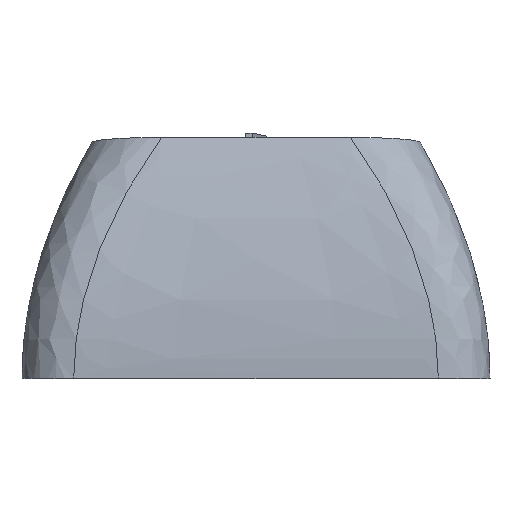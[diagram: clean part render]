
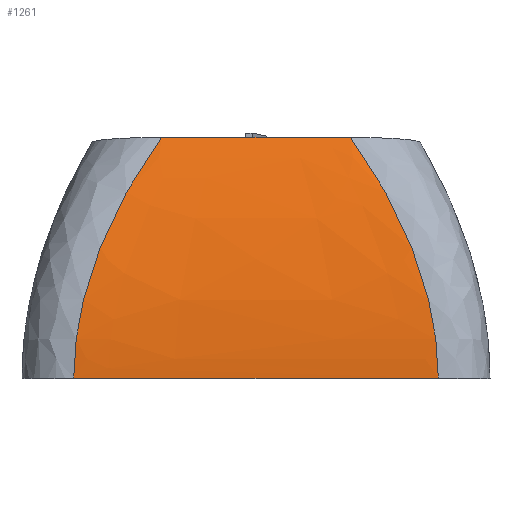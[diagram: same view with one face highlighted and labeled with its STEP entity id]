
A CAD part, top view. The second image highlights one B-rep face of the part: STEP entity #1261.
In plain terms, the highlighted free-form (B-spline) face has degree [3, 3] with [4, 4] control points.
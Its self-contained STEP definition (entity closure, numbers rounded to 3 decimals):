
#47=B_SPLINE_SURFACE_WITH_KNOTS('',3,3,((#2409,#2410,#2411,#2412),(#2413,
#2414,#2415,#2416),(#2417,#2418,#2419,#2420),(#2421,#2422,#2423,#2424)),
 .UNSPECIFIED.,.F.,.F.,.F.,(4,4),(4,4),(0.,1.),(0.,1.),.UNSPECIFIED.);
#81=B_SPLINE_CURVE_WITH_KNOTS('',3,(#2273,#2274,#2275,#2276),
 .UNSPECIFIED.,.F.,.F.,(4,4),(0.,1.),.UNSPECIFIED.);
#87=B_SPLINE_CURVE_WITH_KNOTS('',3,(#2405,#2406,#2407,#2408),
 .UNSPECIFIED.,.F.,.F.,(4,4),(0.,1.),.UNSPECIFIED.);
#118=FACE_OUTER_BOUND('',#192,.T.);
#192=EDGE_LOOP('',(#977,#978,#979,#980));
#273=LINE('',#2231,#410);
#274=LINE('',#2237,#411);
#410=VECTOR('',#1459,10.);
#411=VECTOR('',#1464,10.);
#548=VERTEX_POINT('',#2216);
#555=VERTEX_POINT('',#2229);
#556=VERTEX_POINT('',#2233);
#558=VERTEX_POINT('',#2236);
#697=EDGE_CURVE('',#555,#548,#273,.T.);
#699=EDGE_CURVE('',#558,#556,#274,.T.);
#707=EDGE_CURVE('',#556,#548,#81,.T.);
#713=EDGE_CURVE('',#558,#555,#87,.T.);
#977=ORIENTED_EDGE('',*,*,#699,.T.);
#978=ORIENTED_EDGE('',*,*,#707,.T.);
#979=ORIENTED_EDGE('',*,*,#697,.F.);
#980=ORIENTED_EDGE('',*,*,#713,.F.);
#1261=ADVANCED_FACE('',(#118),#47,.T.);
#1459=DIRECTION('',(-1.,0.,0.));
#1464=DIRECTION('',(-1.,0.,0.));
#2216=CARTESIAN_POINT('',(2.,0.,18.1));
#2229=CARTESIAN_POINT('',(16.1,0.,18.1));
#2231=CARTESIAN_POINT('',(16.1,0.,18.1));
#2233=CARTESIAN_POINT('',(5.4,9.309,15.363));
#2236=CARTESIAN_POINT('',(12.7,9.309,15.363));
#2237=CARTESIAN_POINT('',(12.7,9.309,15.363));
#2273=CARTESIAN_POINT('Ctrl Pts',(5.4,9.309,15.363));
#2274=CARTESIAN_POINT('Ctrl Pts',(3.133,6.206,17.188));
#2275=CARTESIAN_POINT('Ctrl Pts',(2.,2.956,18.1));
#2276=CARTESIAN_POINT('Ctrl Pts',(2.,0.,18.1));
#2405=CARTESIAN_POINT('Ctrl Pts',(12.7,9.309,15.363));
#2406=CARTESIAN_POINT('Ctrl Pts',(14.967,6.206,17.188));
#2407=CARTESIAN_POINT('Ctrl Pts',(16.1,2.956,18.1));
#2408=CARTESIAN_POINT('Ctrl Pts',(16.1,0.,18.1));
#2409=CARTESIAN_POINT('Ctrl Pts',(12.7,9.309,15.363));
#2410=CARTESIAN_POINT('Ctrl Pts',(14.967,6.206,17.188));
#2411=CARTESIAN_POINT('Ctrl Pts',(16.1,2.956,18.1));
#2412=CARTESIAN_POINT('Ctrl Pts',(16.1,0.,18.1));
#2413=CARTESIAN_POINT('Ctrl Pts',(11.286,9.309,15.363));
#2414=CARTESIAN_POINT('Ctrl Pts',(13.336,6.206,17.149));
#2415=CARTESIAN_POINT('Ctrl Pts',(15.053,2.956,18.1));
#2416=CARTESIAN_POINT('Ctrl Pts',(15.053,0.,
18.1));
#2417=CARTESIAN_POINT('Ctrl Pts',(6.814,9.309,15.363));
#2418=CARTESIAN_POINT('Ctrl Pts',(4.764,6.206,17.149));
#2419=CARTESIAN_POINT('Ctrl Pts',(3.047,2.956,18.1));
#2420=CARTESIAN_POINT('Ctrl Pts',(3.047,0.,
18.1));
#2421=CARTESIAN_POINT('Ctrl Pts',(5.4,9.309,15.363));
#2422=CARTESIAN_POINT('Ctrl Pts',(3.133,6.206,17.188));
#2423=CARTESIAN_POINT('Ctrl Pts',(2.,2.956,18.1));
#2424=CARTESIAN_POINT('Ctrl Pts',(2.,0.,18.1));
